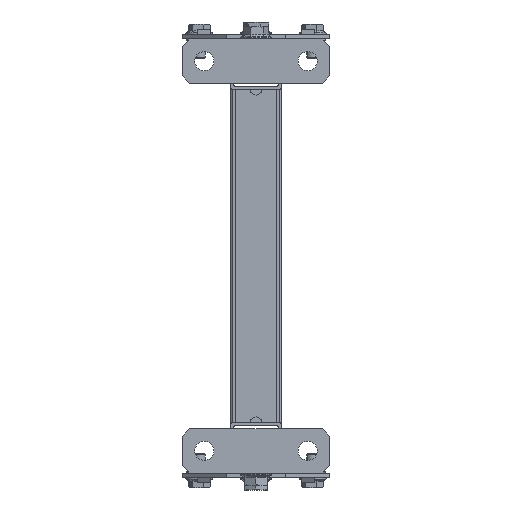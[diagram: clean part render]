
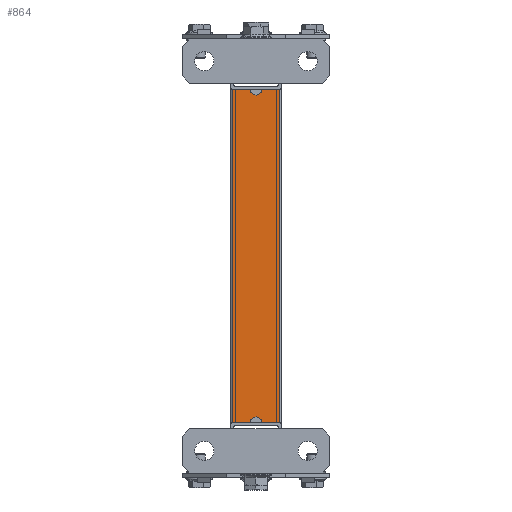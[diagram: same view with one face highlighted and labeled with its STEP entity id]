
A CAD part, front view. The second image highlights one B-rep face of the part: STEP entity #864.
In plain terms, the highlighted face is planar.
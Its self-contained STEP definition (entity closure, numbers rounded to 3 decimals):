
#69 = CARTESIAN_POINT ( 'NONE',  ( 0., 226., 17. ) ) ;
#263 = EDGE_CURVE ( 'NONE', #10177, #308, #3190, .T. ) ;
#308 = VERTEX_POINT ( 'NONE', #4110 ) ;
#791 = ORIENTED_EDGE ( 'NONE', *, *, #263, .F. ) ;
#827 = LINE ( 'NONE', #10350, #9902 ) ;
#864 = ADVANCED_FACE ( 'NONE', ( #2667 ), #3050, .F. ) ;
#1526 = VERTEX_POINT ( 'NONE', #6190 ) ;
#1645 = ORIENTED_EDGE ( 'NONE', *, *, #5822, .T. ) ;
#1662 = DIRECTION ( 'NONE',  ( 0., 0., 1. ) ) ;
#1702 = CARTESIAN_POINT ( 'NONE',  ( -4., 226., 17. ) ) ;
#2553 = DIRECTION ( 'NONE',  ( 1., 0., 0. ) ) ;
#2667 = FACE_OUTER_BOUND ( 'NONE', #10439, .T. ) ;
#2798 = ORIENTED_EDGE ( 'NONE', *, *, #6558, .T. ) ;
#3050 = PLANE ( 'NONE',  #8170 ) ;
#3090 = VERTEX_POINT ( 'NONE', #4976 ) ;
#3190 = LINE ( 'NONE', #8870, #5024 ) ;
#3221 = CARTESIAN_POINT ( 'NONE',  ( -17., 226., 17. ) ) ;
#3447 = CARTESIAN_POINT ( 'NONE',  ( 4., 226., 17. ) ) ;
#3570 = VERTEX_POINT ( 'NONE', #1702 ) ;
#3748 = VERTEX_POINT ( 'NONE', #4335 ) ;
#4110 = CARTESIAN_POINT ( 'NONE',  ( 16., 226., 17. ) ) ;
#4112 = DIRECTION ( 'NONE',  ( 1., 0., 0. ) ) ;
#4193 = EDGE_CURVE ( 'NONE', #3570, #10177, #10086, .T. ) ;
#4335 = CARTESIAN_POINT ( 'NONE',  ( 16., 0., 17. ) ) ;
#4468 = CARTESIAN_POINT ( 'NONE',  ( -4., 0., 17. ) ) ;
#4667 = VERTEX_POINT ( 'NONE', #7233 ) ;
#4813 = DIRECTION ( 'NONE',  ( 1., 0., 0. ) ) ;
#4965 = EDGE_CURVE ( 'NONE', #4667, #3748, #10591, .T. ) ;
#4976 = CARTESIAN_POINT ( 'NONE',  ( -16., 226., 17. ) ) ;
#4999 = AXIS2_PLACEMENT_3D ( 'NONE', #9213, #1662, #5900 ) ;
#5024 = VECTOR ( 'NONE', #4813, 1000. ) ;
#5036 = CARTESIAN_POINT ( 'NONE',  ( 16., 226., 17. ) ) ;
#5136 = CARTESIAN_POINT ( 'NONE',  ( -17., 0., 17. ) ) ;
#5192 = DIRECTION ( 'NONE',  ( 1., 0., 0. ) ) ;
#5208 = DIRECTION ( 'NONE',  ( 1., 0., 0. ) ) ;
#5327 = LINE ( 'NONE', #5834, #6369 ) ;
#5439 = ORIENTED_EDGE ( 'NONE', *, *, #9837, .T. ) ;
#5781 = EDGE_CURVE ( 'NONE', #4667, #9836, #7031, .T. ) ;
#5822 = EDGE_CURVE ( 'NONE', #3748, #308, #6258, .T. ) ;
#5834 = CARTESIAN_POINT ( 'NONE',  ( -17., 0., 17. ) ) ;
#5900 = DIRECTION ( 'NONE',  ( 1., 0., 0. ) ) ;
#5917 = DIRECTION ( 'NONE',  ( -1., 0., 0. ) ) ;
#5959 = ORIENTED_EDGE ( 'NONE', *, *, #5781, .F. ) ;
#6190 = CARTESIAN_POINT ( 'NONE',  ( -16., 0., 17. ) ) ;
#6258 = LINE ( 'NONE', #5036, #7933 ) ;
#6362 = ORIENTED_EDGE ( 'NONE', *, *, #4965, .T. ) ;
#6369 = VECTOR ( 'NONE', #5192, 1000. ) ;
#6384 = EDGE_CURVE ( 'NONE', #3090, #3570, #9630, .T. ) ;
#6558 = EDGE_CURVE ( 'NONE', #1526, #9836, #5327, .T. ) ;
#6744 = DIRECTION ( 'NONE',  ( 0., 1., 0. ) ) ;
#7031 = CIRCLE ( 'NONE', #4999, 4. ) ;
#7124 = DIRECTION ( 'NONE',  ( 0., -1., 0. ) ) ;
#7233 = CARTESIAN_POINT ( 'NONE',  ( 4., 0., 17. ) ) ;
#7782 = AXIS2_PLACEMENT_3D ( 'NONE', #69, #10135, #2553 ) ;
#7933 = VECTOR ( 'NONE', #6744, 1000. ) ;
#7968 = VECTOR ( 'NONE', #5208, 1000. ) ;
#8170 = AXIS2_PLACEMENT_3D ( 'NONE', #9825, #9264, #5917 ) ;
#8851 = VECTOR ( 'NONE', #4112, 1000. ) ;
#8870 = CARTESIAN_POINT ( 'NONE',  ( -17., 226., 17. ) ) ;
#9213 = CARTESIAN_POINT ( 'NONE',  ( 0., 0., 17. ) ) ;
#9264 = DIRECTION ( 'NONE',  ( 0., 0., -1. ) ) ;
#9431 = ORIENTED_EDGE ( 'NONE', *, *, #6384, .F. ) ;
#9630 = LINE ( 'NONE', #3221, #8851 ) ;
#9825 = CARTESIAN_POINT ( 'NONE',  ( -17., 226., 17. ) ) ;
#9836 = VERTEX_POINT ( 'NONE', #4468 ) ;
#9837 = EDGE_CURVE ( 'NONE', #3090, #1526, #827, .T. ) ;
#9902 = VECTOR ( 'NONE', #7124, 1000. ) ;
#10086 = CIRCLE ( 'NONE', #7782, 4. ) ;
#10135 = DIRECTION ( 'NONE',  ( 0., 0., 1. ) ) ;
#10177 = VERTEX_POINT ( 'NONE', #3447 ) ;
#10198 = ORIENTED_EDGE ( 'NONE', *, *, #4193, .F. ) ;
#10350 = CARTESIAN_POINT ( 'NONE',  ( -16., 226., 17. ) ) ;
#10439 = EDGE_LOOP ( 'NONE', ( #2798, #5959, #6362, #1645, #791, #10198, #9431, #5439 ) ) ;
#10591 = LINE ( 'NONE', #5136, #7968 ) ;
